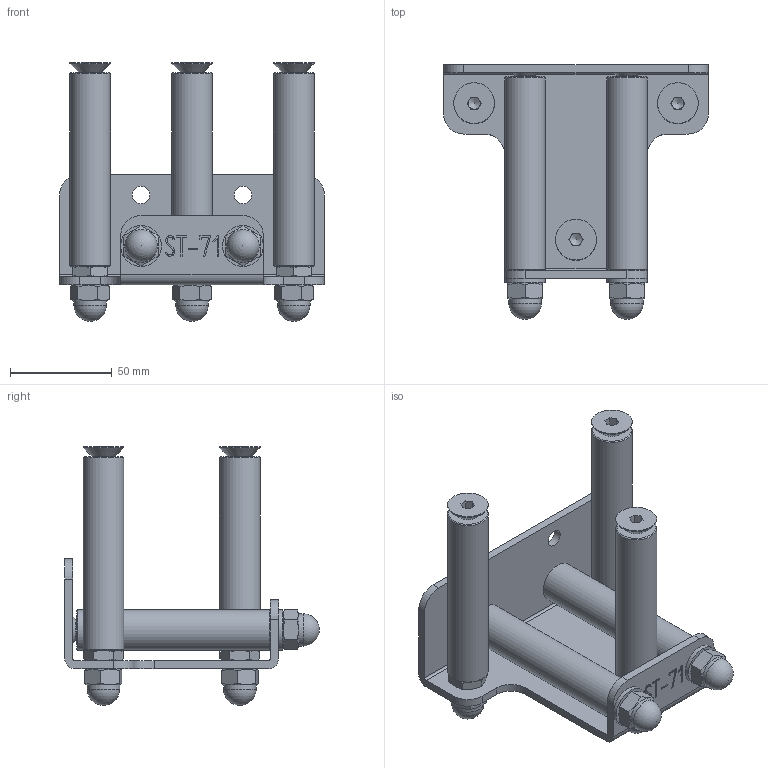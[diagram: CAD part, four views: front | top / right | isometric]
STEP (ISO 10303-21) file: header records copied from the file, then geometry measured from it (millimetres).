
FILE_DESCRIPTION(/* description */ ('Unknown'),/* implementation_level */ '2;1');
FILE_NAME(/* name */ '710071500',/* time_stamp */ '2022-03-25T14:58:09+01:00',/* author */ ('Unknown'),/* organization */ ('Unknown'),/* preprocessor_version */ 'ST-DEVELOPER v18.102',/* originating_system */ 'Solid Edge',/* authorisation */ 'Unknown');
FILE_SCHEMA (('AUTOMOTIVE_DESIGN {1 0 10303 214 3 1 1}'));
Length unit declared in the file: millimetre
Products named in the file (1): Part1
Bounding box: 130 x 125 x 127 mm (x, y, z)
Volume: 244058.8 mm3; surface area: 75806.1 mm2
Topology: 1 solids, 1 shells, 279 faces, 694 edges, 433 vertices
Faces by surface type: plane 172, cone 68, cylinder 31, sphere 5, bspline 3
Full cylindrical faces by diameter (mm): 8.5 x2, 10 x2, 16 x5, 20 x10
Entity records: 9835 total; most frequent: CARTESIAN_POINT 2027, ORIENTED_EDGE 1210, DIRECTION 1107, EDGE_CURVE 605, AXIS2_PLACEMENT_3D 427, VERTEX_POINT 405, FACE_BOUND 364, EDGE_LOOP 359
